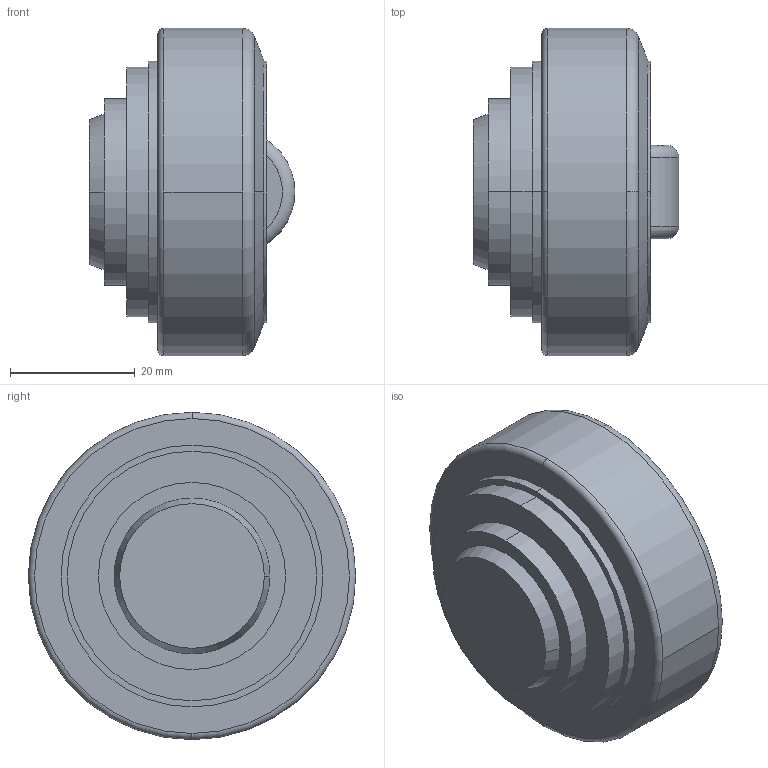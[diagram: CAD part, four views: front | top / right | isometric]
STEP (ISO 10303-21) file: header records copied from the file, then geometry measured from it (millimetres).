
FILE_DESCRIPTION(('STEP AP203'),'1');
FILE_NAME('4_053.stp','2014-08-06T06:20:49',('TraceParts'),('TraceParts S.A.'),'XStep 1.0',' ',' ');
FILE_SCHEMA(('CONFIG_CONTROL_DESIGN'));
Length unit declared in the file: millimetre
Products named in the file (1): 1
Bounding box: 33 x 52.5 x 52.5 mm (x, y, z)
Volume: 47470.1 mm3; surface area: 8086 mm2
Topology: 1 solids, 1 shells, 45 faces, 108 edges, 71 vertices
Faces by surface type: plane 19, cylinder 12, torus 10, cone 4
Entity records: 1649 total; most frequent: CARTESIAN_POINT 517, DIRECTION 247, ORIENTED_EDGE 216, EDGE_CURVE 108, AXIS2_PLACEMENT_3D 105, VERTEX_POINT 71, CIRCLE 59, EDGE_LOOP 51
